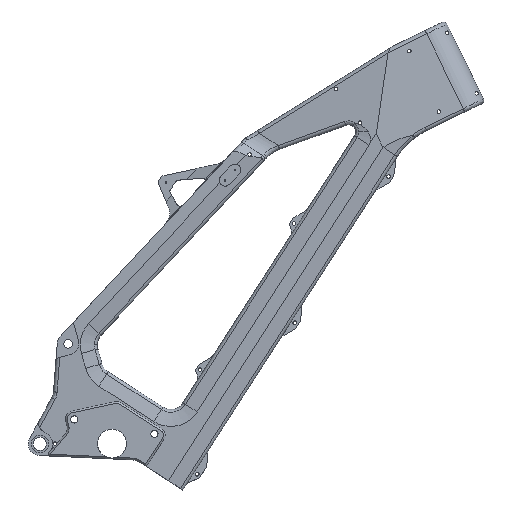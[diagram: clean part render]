
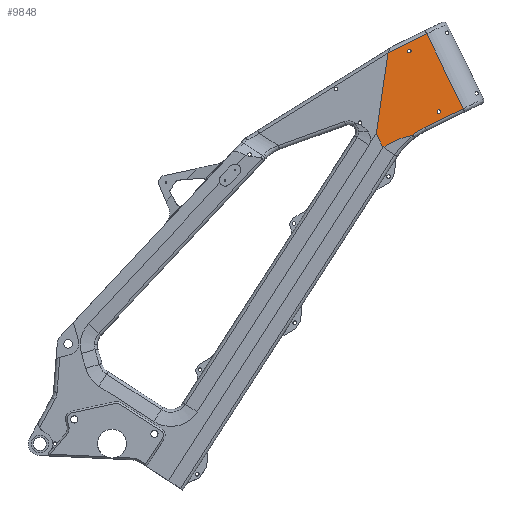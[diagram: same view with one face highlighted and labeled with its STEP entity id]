
A CAD part, top view. The second image highlights one B-rep face of the part: STEP entity #9848.
In plain terms, the highlighted planar face has unit normal (0.081, 0.04, 0.996).
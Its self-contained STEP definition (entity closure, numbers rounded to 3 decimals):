
#15 = CARTESIAN_POINT ( 'NONE',  ( 245.878, 201.161, 36.967 ) ) ;
#16 = CARTESIAN_POINT ( 'NONE',  ( 245.878, 196.161, 37.165 ) ) ;
#17 = CARTESIAN_POINT ( 'NONE',  ( 250.878, 196.161, 36.759 ) ) ;
#18 = CARTESIAN_POINT ( 'NONE',  ( 250.878, 201.161, 36.56 ) ) ;
#1075 = EDGE_LOOP ( 'NONE', ( #18338, #18337 ) ) ;
#1524 = EDGE_LOOP ( 'NONE', ( #18336, #18335 ) ) ;
#1789 = EDGE_LOOP ( 'NONE', ( #18346, #18345, #18344, #18349, #18342, #18341, #18343, #18340 ) ) ;
#3378 = VECTOR ( 'NONE', #13975, 1000. ) ;
#5333 = CARTESIAN_POINT ( 'NONE',  ( 205.109, 284.749, 36.967 ) ) ;
#5334 = CARTESIAN_POINT ( 'NONE',  ( 205.109, 279.749, 37.165 ) ) ;
#5335 = CARTESIAN_POINT ( 'NONE',  ( 210.109, 279.749, 36.759 ) ) ;
#5336 = CARTESIAN_POINT ( 'NONE',  ( 210.109, 284.749, 36.56 ) ) ;
#5598 = CARTESIAN_POINT ( 'NONE',  ( 250.878, 201.161, 36.56 ) ) ;
#5599 = CARTESIAN_POINT ( 'NONE',  ( 250.878, 206.161, 36.362 ) ) ;
#5600 = CARTESIAN_POINT ( 'NONE',  ( 245.878, 206.161, 36.769 ) ) ;
#5601 = CARTESIAN_POINT ( 'NONE',  ( 245.878, 201.161, 36.967 ) ) ;
#5869 = CARTESIAN_POINT ( 'NONE',  ( 250.878, 201.161, 36.56 ) ) ;
#6408 =( BOUNDED_CURVE ( )  B_SPLINE_CURVE ( 3, ( #8845, #8846, #8847, #8848 ),
 .UNSPECIFIED., .F., .F. ) 
 B_SPLINE_CURVE_WITH_KNOTS ( ( 4, 4 ),
 ( 5.829, 8.971 ),
 .UNSPECIFIED. ) 
 CURVE ( )  GEOMETRIC_REPRESENTATION_ITEM ( )  RATIONAL_B_SPLINE_CURVE ( ( 1., 0.333, 0.333, 1. ) ) 
 REPRESENTATION_ITEM ( '' )  );
#8046 = PLANE ( 'NONE',  #22174 ) ;
#8053 = DIRECTION ( 'NONE',  ( -0.997, 0., 0.081 ) ) ;
#8057 = DIRECTION ( 'NONE',  ( -0.081, -0.04, -0.996 ) ) ;
#8071 = CARTESIAN_POINT ( 'NONE',  ( 220.069, 51.616, 45. ) ) ;
#8592 = CARTESIAN_POINT ( 'NONE',  ( 245.878, 201.161, 36.967 ) ) ;
#8595 = CARTESIAN_POINT ( 'NONE',  ( 205.109, 284.749, 36.967 ) ) ;
#8597 = CARTESIAN_POINT ( 'NONE',  ( 210.109, 284.749, 36.56 ) ) ;
#8650 = CARTESIAN_POINT ( 'NONE',  ( 229.367, 179.65, 39.164 ) ) ;
#8652 = CARTESIAN_POINT ( 'NONE',  ( 211.604, 168.677, 41.044 ) ) ;
#8653 = CARTESIAN_POINT ( 'NONE',  ( 171.133, 151.949, 45. ) ) ;
#8666 = CARTESIAN_POINT ( 'NONE',  ( 161.926, 170.827, 45. ) ) ;
#8845 = CARTESIAN_POINT ( 'NONE',  ( 210.109, 284.749, 36.56 ) ) ;
#8846 = CARTESIAN_POINT ( 'NONE',  ( 210.109, 289.749, 36.362 ) ) ;
#8847 = CARTESIAN_POINT ( 'NONE',  ( 205.109, 289.749, 36.769 ) ) ;
#8848 = CARTESIAN_POINT ( 'NONE',  ( 205.109, 284.749, 36.967 ) ) ;
#8993 = LINE ( 'NONE', #8994, #21922 ) ;
#8994 = CARTESIAN_POINT ( 'NONE',  ( 161.926, 170.827, 45. ) ) ;
#8995 = DIRECTION ( 'NONE',  ( 0.143, 0.988, -0.051 ) ) ;
#9108 = LINE ( 'NONE', #9109, #21845 ) ;
#9109 = CARTESIAN_POINT ( 'NONE',  ( 178.345, 282.715, 39.225 ) ) ;
#9110 = DIRECTION ( 'NONE',  ( 0.895, 0.437, -0.09 ) ) ;
#9226 = LINE ( 'NONE', #9227, #21919 ) ;
#9227 = CARTESIAN_POINT ( 'NONE',  ( 231.607, 308.692, 33.862 ) ) ;
#9228 = DIRECTION ( 'NONE',  ( 0.438, -0.899, 0. ) ) ;
#9848 = ADVANCED_FACE ( 'NONE', ( #22046, #22047, #22216 ), #8046, .F. ) ;
#12065 = VERTEX_POINT ( 'NONE', #13479 ) ;
#12208 = VERTEX_POINT ( 'NONE', #13547 ) ;
#12299 = VERTEX_POINT ( 'NONE', #13590 ) ;
#12308 = VERTEX_POINT ( 'NONE', #13595 ) ;
#12675 = VERTEX_POINT ( 'NONE', #5869 ) ;
#13087 =( BOUNDED_CURVE ( )  B_SPLINE_CURVE ( 3, ( #23848, #23849, #23850, #23851 ),
 .UNSPECIFIED., .F., .F. ) 
 B_SPLINE_CURVE_WITH_KNOTS ( ( 4, 4 ),
 ( 4.457, 4.831 ),
 .UNSPECIFIED. ) 
 CURVE ( )  GEOMETRIC_REPRESENTATION_ITEM ( )  RATIONAL_B_SPLINE_CURVE ( ( 1., 0.988, 0.988, 1. ) ) 
 REPRESENTATION_ITEM ( '' )  );
#13089 =( BOUNDED_CURVE ( )  B_SPLINE_CURVE ( 3, ( #15, #16, #17, #18 ),
 .UNSPECIFIED., .F., .F. ) 
 B_SPLINE_CURVE_WITH_KNOTS ( ( 4, 4 ),
 ( 2.688, 5.829 ),
 .UNSPECIFIED. ) 
 CURVE ( )  GEOMETRIC_REPRESENTATION_ITEM ( )  RATIONAL_B_SPLINE_CURVE ( ( 1., 0.333, 0.333, 1. ) ) 
 REPRESENTATION_ITEM ( '' )  );
#13479 = CARTESIAN_POINT ( 'NONE',  ( 177.982, 281.747, 39.293 ) ) ;
#13547 = CARTESIAN_POINT ( 'NONE',  ( 282.019, 205.331, 33.862 ) ) ;
#13590 = CARTESIAN_POINT ( 'NONE',  ( 231.607, 308.692, 33.862 ) ) ;
#13595 = CARTESIAN_POINT ( 'NONE',  ( 178.345, 282.715, 39.225 ) ) ;
#13973 = LINE ( 'NONE', #13974, #3378 ) ;
#13974 = CARTESIAN_POINT ( 'NONE',  ( 161.926, 170.827, 45. ) ) ;
#13975 = DIRECTION ( 'NONE',  ( 0.438, -0.899, 0. ) ) ;
#18335 = ORIENTED_EDGE ( 'NONE', *, *, #19336, .F. ) ;
#18336 = ORIENTED_EDGE ( 'NONE', *, *, #19532, .F. ) ;
#18337 = ORIENTED_EDGE ( 'NONE', *, *, #18845, .F. ) ;
#18338 = ORIENTED_EDGE ( 'NONE', *, *, #19281, .F. ) ;
#18340 = ORIENTED_EDGE ( 'NONE', *, *, #18929, .F. ) ;
#18341 = ORIENTED_EDGE ( 'NONE', *, *, #19362, .F. ) ;
#18342 = ORIENTED_EDGE ( 'NONE', *, *, #19518, .F. ) ;
#18343 = ORIENTED_EDGE ( 'NONE', *, *, #19371, .F. ) ;
#18344 = ORIENTED_EDGE ( 'NONE', *, *, #18879, .F. ) ;
#18345 = ORIENTED_EDGE ( 'NONE', *, *, #19406, .F. ) ;
#18346 = ORIENTED_EDGE ( 'NONE', *, *, #18907, .F. ) ;
#18349 = ORIENTED_EDGE ( 'NONE', *, *, #18965, .T. ) ;
#18669 = VERTEX_POINT ( 'NONE', #8592 ) ;
#18672 = VERTEX_POINT ( 'NONE', #8595 ) ;
#18674 = VERTEX_POINT ( 'NONE', #8597 ) ;
#18734 = VERTEX_POINT ( 'NONE', #8650 ) ;
#18736 = VERTEX_POINT ( 'NONE', #8652 ) ;
#18737 = VERTEX_POINT ( 'NONE', #8653 ) ;
#18753 = VERTEX_POINT ( 'NONE', #8666 ) ;
#18845 = EDGE_CURVE ( 'NONE', #18674, #18672, #6408, .T. ) ;
#18879 = EDGE_CURVE ( 'NONE', #18753, #12065, #8993, .T. ) ;
#18907 = EDGE_CURVE ( 'NONE', #12308, #12299, #9108, .T. ) ;
#18929 = EDGE_CURVE ( 'NONE', #12299, #12208, #9226, .T. ) ;
#18965 = EDGE_CURVE ( 'NONE', #18753, #18737, #13973, .T. ) ;
#19281 = EDGE_CURVE ( 'NONE', #18672, #18674, #22014, .T. ) ;
#19336 = EDGE_CURVE ( 'NONE', #12675, #18669, #21997, .T. ) ;
#19362 = EDGE_CURVE ( 'NONE', #18734, #18736, #21985, .T. ) ;
#19371 = EDGE_CURVE ( 'NONE', #12208, #18734, #23120, .T. ) ;
#19406 = EDGE_CURVE ( 'NONE', #12065, #12308, #21963, .T. ) ;
#19518 = EDGE_CURVE ( 'NONE', #18736, #18737, #13087, .T. ) ;
#19532 = EDGE_CURVE ( 'NONE', #18669, #12675, #13089, .T. ) ;
#21658 = VECTOR ( 'NONE', #23122, 1000. ) ;
#21845 = VECTOR ( 'NONE', #9110, 1000. ) ;
#21919 = VECTOR ( 'NONE', #9228, 1000. ) ;
#21922 = VECTOR ( 'NONE', #8995, 1000. ) ;
#21963 =( BOUNDED_CURVE ( )  B_SPLINE_CURVE ( 3, ( #23296, #23297, #23298, #23299 ),
 .UNSPECIFIED., .F., .F. ) 
 B_SPLINE_CURVE_WITH_KNOTS ( ( 4, 4 ),
 ( 3.261, 3.389 ),
 .UNSPECIFIED. ) 
 CURVE ( )  GEOMETRIC_REPRESENTATION_ITEM ( )  RATIONAL_B_SPLINE_CURVE ( ( 1., 0.999, 0.999, 1. ) ) 
 REPRESENTATION_ITEM ( '' )  );
#21985 = B_SPLINE_CURVE_WITH_KNOTS ( 'NONE', 3,
 ( #23047, #23057, #23058, #23059 ),
 .UNSPECIFIED., .F., .F.,
 ( 4, 4 ),
 ( 0., 1. ),
 .UNSPECIFIED. ) ;
#21997 =( BOUNDED_CURVE ( )  B_SPLINE_CURVE ( 3, ( #5598, #5599, #5600, #5601 ),
 .UNSPECIFIED., .F., .F. ) 
 B_SPLINE_CURVE_WITH_KNOTS ( ( 4, 4 ),
 ( 5.829, 8.971 ),
 .UNSPECIFIED. ) 
 CURVE ( )  GEOMETRIC_REPRESENTATION_ITEM ( )  RATIONAL_B_SPLINE_CURVE ( ( 1., 0.333, 0.333, 1. ) ) 
 REPRESENTATION_ITEM ( '' )  );
#22014 =( BOUNDED_CURVE ( )  B_SPLINE_CURVE ( 3, ( #5333, #5334, #5335, #5336 ),
 .UNSPECIFIED., .F., .F. ) 
 B_SPLINE_CURVE_WITH_KNOTS ( ( 4, 4 ),
 ( 2.688, 5.829 ),
 .UNSPECIFIED. ) 
 CURVE ( )  GEOMETRIC_REPRESENTATION_ITEM ( )  RATIONAL_B_SPLINE_CURVE ( ( 1., 0.333, 0.333, 1. ) ) 
 REPRESENTATION_ITEM ( '' )  );
#22046 = FACE_OUTER_BOUND ( 'NONE', #1789, .T. ) ;
#22047 = FACE_BOUND ( 'NONE', #1075, .T. ) ;
#22174 = AXIS2_PLACEMENT_3D ( 'NONE', #8071, #8057, #8053 ) ;
#22216 = FACE_BOUND ( 'NONE', #1524, .T. ) ;
#23047 = CARTESIAN_POINT ( 'NONE',  ( 229.367, 179.65, 39.164 ) ) ;
#23057 = CARTESIAN_POINT ( 'NONE',  ( 223.101, 176.594, 39.795 ) ) ;
#23058 = CARTESIAN_POINT ( 'NONE',  ( 217.141, 172.913, 40.426 ) ) ;
#23059 = CARTESIAN_POINT ( 'NONE',  ( 211.604, 168.677, 41.044 ) ) ;
#23120 = LINE ( 'NONE', #23121, #21658 ) ;
#23121 = CARTESIAN_POINT ( 'NONE',  ( 282.019, 205.331, 33.862 ) ) ;
#23122 = DIRECTION ( 'NONE',  ( -0.895, -0.437, 0.09 ) ) ;
#23296 = CARTESIAN_POINT ( 'NONE',  ( 177.982, 281.747, 39.293 ) ) ;
#23297 = CARTESIAN_POINT ( 'NONE',  ( 178.022, 282.022, 39.279 ) ) ;
#23298 = CARTESIAN_POINT ( 'NONE',  ( 178.143, 282.345, 39.256 ) ) ;
#23299 = CARTESIAN_POINT ( 'NONE',  ( 178.345, 282.715, 39.225 ) ) ;
#23848 = CARTESIAN_POINT ( 'NONE',  ( 211.604, 168.677, 41.044 ) ) ;
#23849 = CARTESIAN_POINT ( 'NONE',  ( 197.273, 165.45, 42.338 ) ) ;
#23850 = CARTESIAN_POINT ( 'NONE',  ( 183.623, 159.808, 43.672 ) ) ;
#23851 = CARTESIAN_POINT ( 'NONE',  ( 171.133, 151.949, 45. ) ) ;
